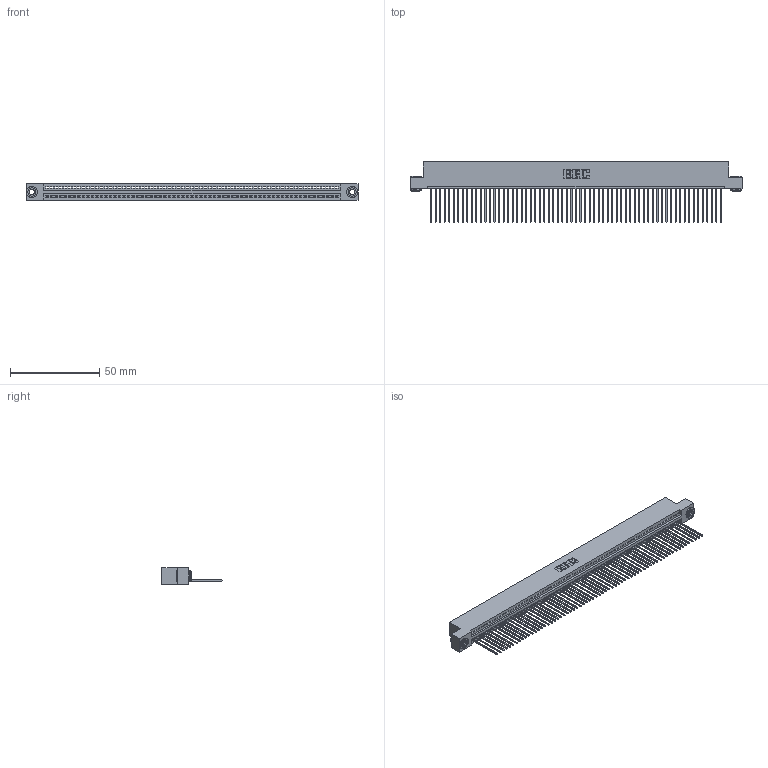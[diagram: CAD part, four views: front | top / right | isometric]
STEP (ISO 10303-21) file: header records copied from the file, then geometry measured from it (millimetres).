
FILE_DESCRIPTION (( 'STEP AP203' ), '1' );
FILE_NAME ('395-065-541-103.STEP', '2018-11-24T22:53:01', ( '' ), ( '' ), 'SwSTEP 2.0', 'SolidWorks 2016', '' );
FILE_SCHEMA (( 'CONFIG_CONTROL_DESIGN' ));
Length unit declared in the file: inch
Products named in the file (4): 345 Part_Flush Mounting Lugs - 0.156 Dia-TH; 395-065-541-103; 345-250-002_345-250-002-102; 345-292-001_345-293-141
Assembly tree (68 placements, depth 2):
  395-065-541-103
    345 Part_Flush Mounting Lugs - 0.156 Dia-TH
    345-292-001_345-293-141  x65
    345-250-002_345-250-002-102  x2
Bounding box: 186.31 x 33.96 x 9.4 mm (x, y, z)
Volume: 18118.1 mm3; surface area: 25866.5 mm2
Topology: 68 solids, 68 shells, 3934 faces, 11857 edges, 7814 vertices
Faces by surface type: plane 2690, cylinder 1236, cone 8
Entity records: 46492 total; most frequent: CARTESIAN_POINT 8030, ORIENTED_EDGE 8022, DIRECTION 7011, EDGE_CURVE 4011, VECTOR 3595, LINE 3595, VERTEX_POINT 2670, AXIS2_PLACEMENT_3D 1708
